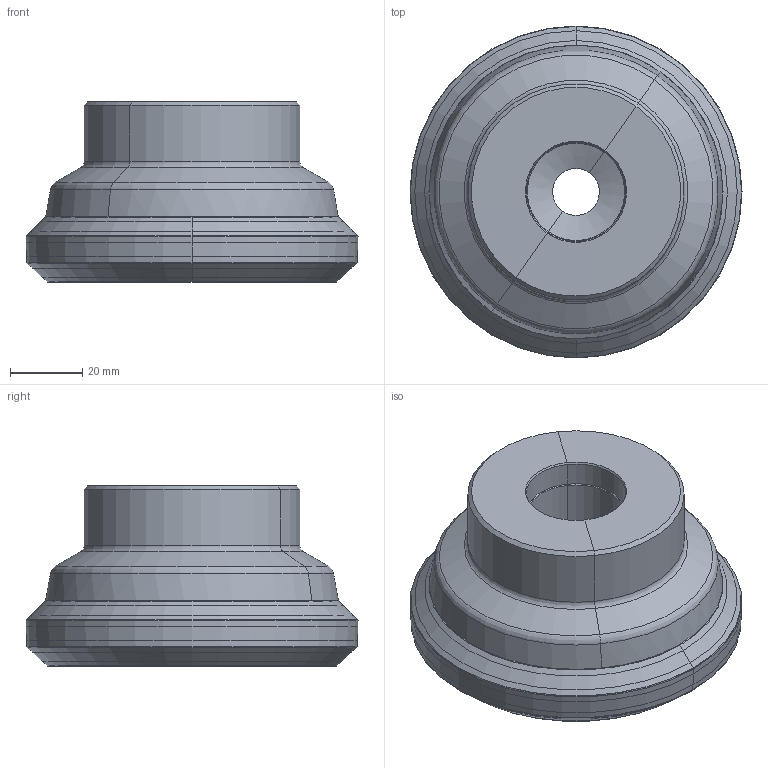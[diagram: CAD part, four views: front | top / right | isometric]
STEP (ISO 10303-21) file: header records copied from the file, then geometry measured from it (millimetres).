
FILE_DESCRIPTION((''),'2;1');
FILE_NAME('607041072-000-00-E43','2020-02-05T09:53:07',('korna'),(''),'CREO PARAMETRIC BY PTC INC, 2019030','CREO PARAMETRIC BY PTC INC, 2019030','');
FILE_SCHEMA(('AP242_MANAGED_MODEL_BASED_3D_ENGINEERING_MIM_LF { 1 0 10303 442 1 1 4 }'));
Length unit declared in the file: millimetre
Products named in the file (1): 607041072-000-00-E43
Bounding box: 92.09 x 92.09 x 50 mm (x, y, z)
Volume: 193238.7 mm3; surface area: 25190.7 mm2
Topology: 1 solids, 1 shells, 100 faces, 358 edges, 268 vertices
Faces by surface type: revolution 48, cone 30, cylinder 12, torus 6, plane 4
Entity records: 6250 total; most frequent: CARTESIAN_POINT 1497, DIRECTION 519, PRESENTATION_STYLE_ASSIGNMENT 468, STYLED_ITEM 410, CURVE_STYLE 409, ORIENTED_EDGE 404, EDGE_CURVE 202, AXIS2_PLACEMENT_3D 177
